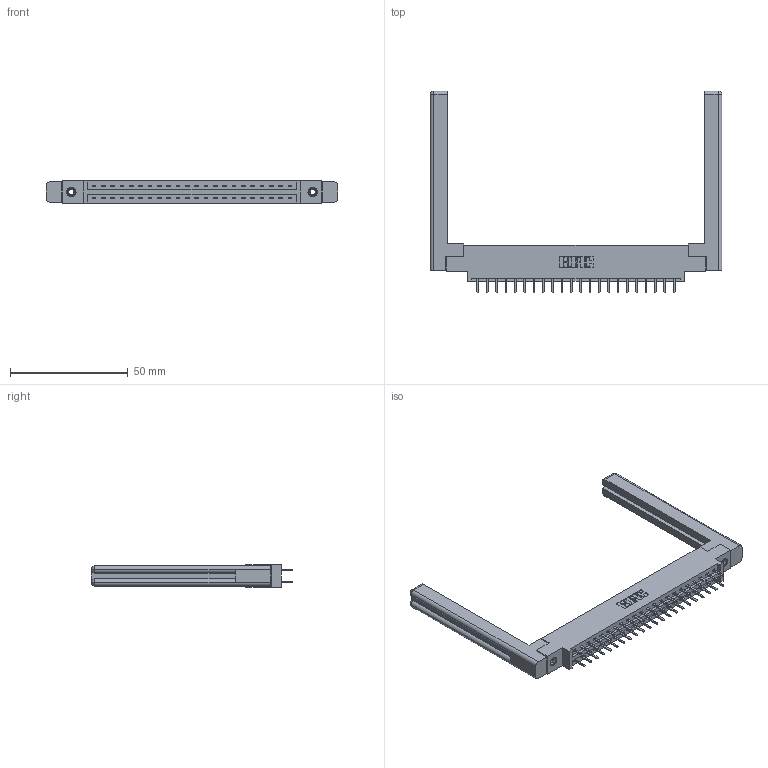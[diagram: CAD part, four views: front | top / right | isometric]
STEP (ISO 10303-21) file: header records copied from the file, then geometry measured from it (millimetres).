
FILE_DESCRIPTION (( 'STEP AP203' ), '1' );
FILE_NAME ('387-044-520-858.STEP', '2019-10-18T05:11:04', ( '' ), ( '' ), 'SwSTEP 2.0', 'SolidWorks 2016', '' );
FILE_SCHEMA (( 'CONFIG_CONTROL_DESIGN' ));
Length unit declared in the file: inch
Products named in the file (5): 345-292-001_345-293-120; 387-044-520-858; 345-250-001_345-250-001-102; 307-220-058; 337 Part_0.170 Offset - 0.156 Dia-TI
Assembly tree (49 placements, depth 2):
  387-044-520-858
    337 Part_0.170 Offset - 0.156 Dia-TI
    345-292-001_345-293-120  x44
    345-250-001_345-250-001-102  x2
    307-220-058  x2
Bounding box: 123.8 x 85.43 x 9.4 mm (x, y, z)
Volume: 19786.3 mm3; surface area: 19199.1 mm2
Topology: 49 solids, 49 shells, 2812 faces, 8113 edges, 5278 vertices
Faces by surface type: plane 1918, cylinder 870, cone 12, torus 12
Entity records: 22524 total; most frequent: CARTESIAN_POINT 3833, ORIENTED_EDGE 3696, DIRECTION 3300, EDGE_CURVE 1848, LINE 1668, VECTOR 1668, VERTEX_POINT 1222, AXIS2_PLACEMENT_3D 816
